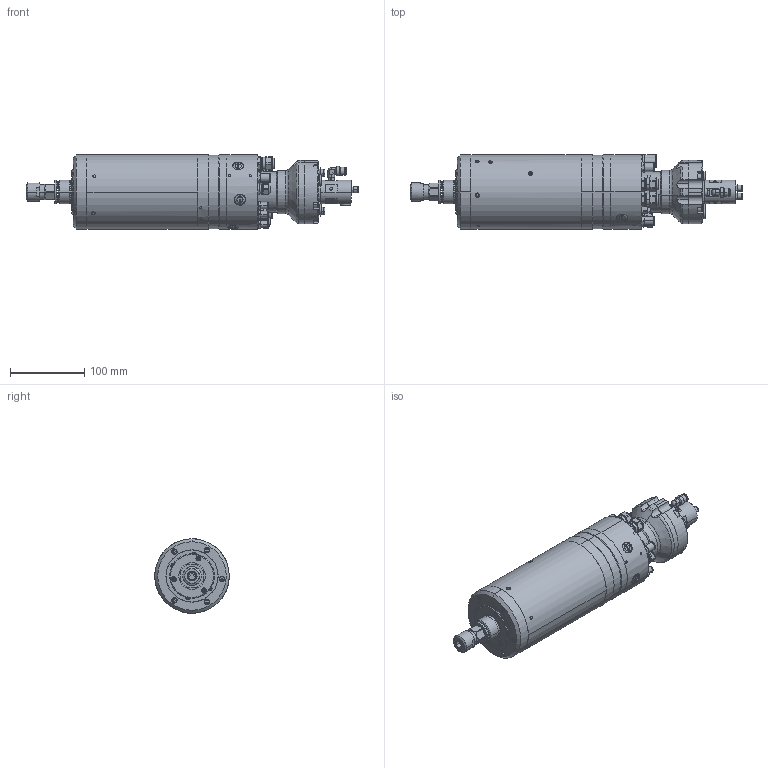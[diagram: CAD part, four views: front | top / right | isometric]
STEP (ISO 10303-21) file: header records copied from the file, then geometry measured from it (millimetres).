
FILE_DESCRIPTION (( 'STEP AP203' ), '1' );
FILE_NAME ('100AI50HKW-01-.STEP', '2016-04-12T05:56:35', ( '' ), ( '' ), 'SwSTEP 2.0', 'SolidWorks 2014', '' );
FILE_SCHEMA (( 'CONFIG_CONTROL_DESIGN' ));
Length unit declared in the file: millimetre
Products named in the file (1): 100AI50HKW-01-
Bounding box: 445.86 x 100.1 x 100.05 mm (x, y, z)
Surface area: 174794.6 mm2 (no closed solid volume)
Topology: 0 solids, 128 shells, 1231 faces, 3673 edges, 2572 vertices
Faces by surface type: plane 532, cylinder 446, cone 151, torus 95, sphere 7
Entity records: 44223 total; most frequent: CARTESIAN_POINT 10274, DIRECTION 7658, ORIENTED_EDGE 6006, EDGE_CURVE 3653, AXIS2_PLACEMENT_3D 2973, VERTEX_POINT 2572, CIRCLE 1741, LINE 1712
